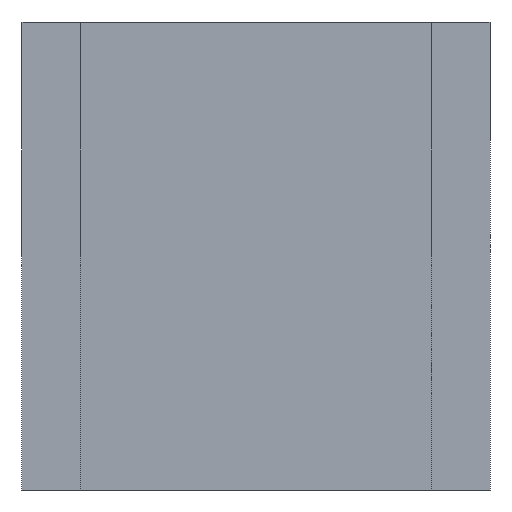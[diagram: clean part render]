
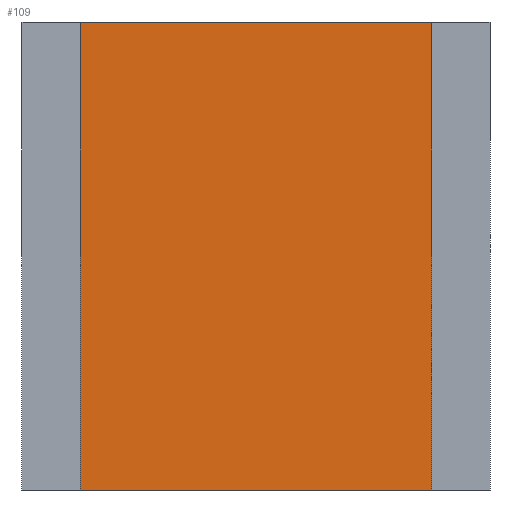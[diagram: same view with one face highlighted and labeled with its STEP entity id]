
A CAD part, front view. The second image highlights one B-rep face of the part: STEP entity #109.
In plain terms, the highlighted planar face has unit normal (0, -1, 0).
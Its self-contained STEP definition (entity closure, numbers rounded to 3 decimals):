
#4 = VERTEX_POINT ( 'NONE', #163 ) ;
#12 = DIRECTION ( 'NONE',  ( 1., 0., 0. ) ) ;
#14 = DIRECTION ( 'NONE',  ( 0., 1., 0. ) ) ;
#26 = CARTESIAN_POINT ( 'NONE',  ( -15., 0., -20. ) ) ;
#30 = AXIS2_PLACEMENT_3D ( 'NONE', #324, #14, #388 ) ;
#32 = DIRECTION ( 'NONE',  ( 0., 0., 1. ) ) ;
#33 = VECTOR ( 'NONE', #397, 1000. ) ;
#43 = CARTESIAN_POINT ( 'NONE',  ( -15., 0., -20. ) ) ;
#54 = VERTEX_POINT ( 'NONE', #394 ) ;
#79 = CARTESIAN_POINT ( 'NONE',  ( -20., 0., 20. ) ) ;
#82 = DIRECTION ( 'NONE',  ( -1., 0., 0. ) ) ;
#86 = ORIENTED_EDGE ( 'NONE', *, *, #146, .F. ) ;
#96 = ORIENTED_EDGE ( 'NONE', *, *, #259, .F. ) ;
#100 = CARTESIAN_POINT ( 'NONE',  ( 15., 0., -20. ) ) ;
#109 = ADVANCED_FACE ( 'NONE', ( #427 ), #224, .F. ) ;
#114 = EDGE_CURVE ( 'NONE', #370, #389, #425, .T. ) ;
#128 = ORIENTED_EDGE ( 'NONE', *, *, #362, .T. ) ;
#141 = VECTOR ( 'NONE', #82, 1000. ) ;
#146 = EDGE_CURVE ( 'NONE', #54, #4, #364, .T. ) ;
#163 = CARTESIAN_POINT ( 'NONE',  ( 15., 0., 20. ) ) ;
#205 = LINE ( 'NONE', #308, #33 ) ;
#215 = EDGE_LOOP ( 'NONE', ( #262, #128, #86, #96 ) ) ;
#224 = PLANE ( 'NONE',  #30 ) ;
#259 = EDGE_CURVE ( 'NONE', #389, #54, #289, .T. ) ;
#262 = ORIENTED_EDGE ( 'NONE', *, *, #114, .F. ) ;
#289 = LINE ( 'NONE', #43, #423 ) ;
#300 = CARTESIAN_POINT ( 'NONE',  ( -20., 0., -20. ) ) ;
#308 = CARTESIAN_POINT ( 'NONE',  ( 15., 0., -20. ) ) ;
#324 = CARTESIAN_POINT ( 'NONE',  ( 0., 0., 0. ) ) ;
#362 = EDGE_CURVE ( 'NONE', #370, #4, #205, .T. ) ;
#364 = LINE ( 'NONE', #79, #391 ) ;
#370 = VERTEX_POINT ( 'NONE', #100 ) ;
#388 = DIRECTION ( 'NONE',  ( 0., 0., 1. ) ) ;
#389 = VERTEX_POINT ( 'NONE', #26 ) ;
#391 = VECTOR ( 'NONE', #12, 1000. ) ;
#394 = CARTESIAN_POINT ( 'NONE',  ( -15., 0., 20. ) ) ;
#397 = DIRECTION ( 'NONE',  ( 0., 0., 1. ) ) ;
#423 = VECTOR ( 'NONE', #32, 1000. ) ;
#425 = LINE ( 'NONE', #300, #141 ) ;
#427 = FACE_OUTER_BOUND ( 'NONE', #215, .T. ) ;
